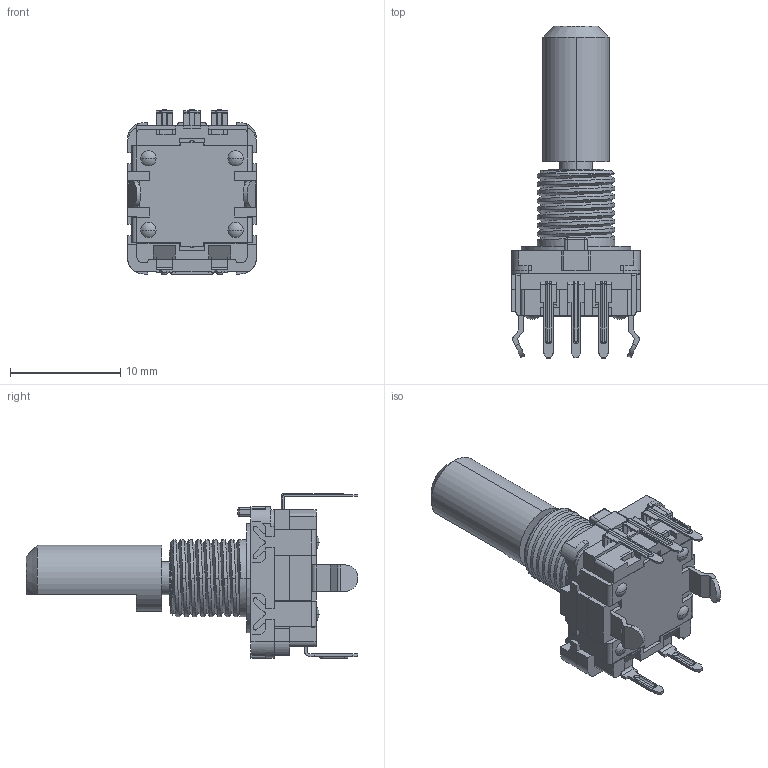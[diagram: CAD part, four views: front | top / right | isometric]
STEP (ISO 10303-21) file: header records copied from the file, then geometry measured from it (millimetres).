
FILE_DESCRIPTION((''),'2;1');
FILE_NAME('F11ES7H20M_ASM','2017-08-18T',('eng05'),(''),'PRO/ENGINEER BY PARAMETRIC TECHNOLOGY CORPORATION, 2012480','PRO/ENGINEER BY PARAMETRIC TECHNOLOGY CORPORATION, 2012480','');
FILE_SCHEMA(('CONFIG_CONTROL_DESIGN'));
Length unit declared in the file: millimetre
Products named in the file (10): 15147; 13060-2; 13325; 13060-2_ASM; 13063; 13326; 13063_ASM; 13064; 13066; F11ES7H20M_ASM
Assembly tree (9 placements, depth 3):
  F11ES7H20M_ASM
    15147
    13060-2_ASM
      13060-2
      13325
    13063_ASM
      13063
      13326
    13064
    13066
Bounding box: 11.7 x 30.1 x 14.95 mm (x, y, z)
Volume: 1292.9 mm3; surface area: 2532.7 mm2
Topology: 11 solids, 11 shells, 851 faces, 2261 edges, 1452 vertices
Faces by surface type: plane 503, cylinder 245, bspline 38, sphere 30, torus 18, cone 17
Entity records: 29460 total; most frequent: CARTESIAN_POINT 7994, ORIENTED_EDGE 4482, DIRECTION 4401, EDGE_CURVE 2241, VECTOR 1579, LINE 1579, VERTEX_POINT 1452, AXIS2_PLACEMENT_3D 1411
